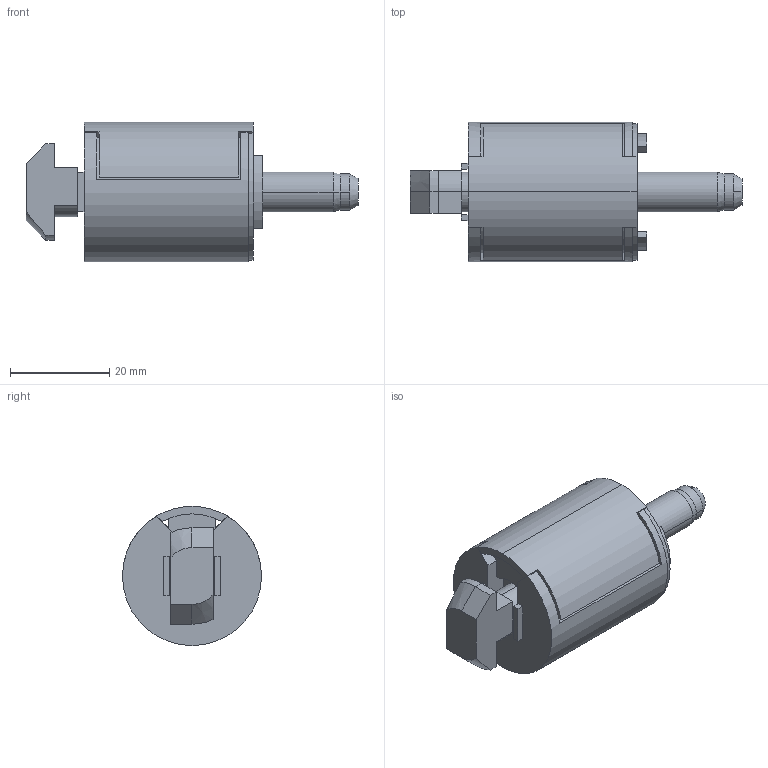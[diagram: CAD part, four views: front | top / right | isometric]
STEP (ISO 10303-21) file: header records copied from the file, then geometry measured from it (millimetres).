
FILE_DESCRIPTION(('STEP AP214'),'1');
FILE_NAME('cctmp_AEED4813-A77A-40DA-B71F-20C071071B2F_2020_1_13_16_19_11_584..stp','2020-01-13T15:19:11',('Bosch Rexroth AG'),('CADClick - www.CADClick.com'),'Spatial InterOp 3D',' ','unknown authorization - (Healing Option Enabled)');
FILE_SCHEMA(('AUTOMOTIVE_DESIGN'));
Length unit declared in the file: millimetre
Products named in the file (1): 2020_01_13__16-19-11-584
Bounding box: 66.83 x 28 x 28 mm (x, y, z)
Volume: 13636.8 mm3; surface area: 10049.1 mm2
Topology: 1 solids, 1 shells, 145 faces, 406 edges, 266 vertices
Faces by surface type: plane 90, cylinder 40, cone 12, sphere 3
Entity records: 5924 total; most frequent: CARTESIAN_POINT 888, DIRECTION 817, ORIENTED_EDGE 812, EDGE_CURVE 406, AXIS2_PLACEMENT_3D 275, LINE 267, VECTOR 267, VERTEX_POINT 266
